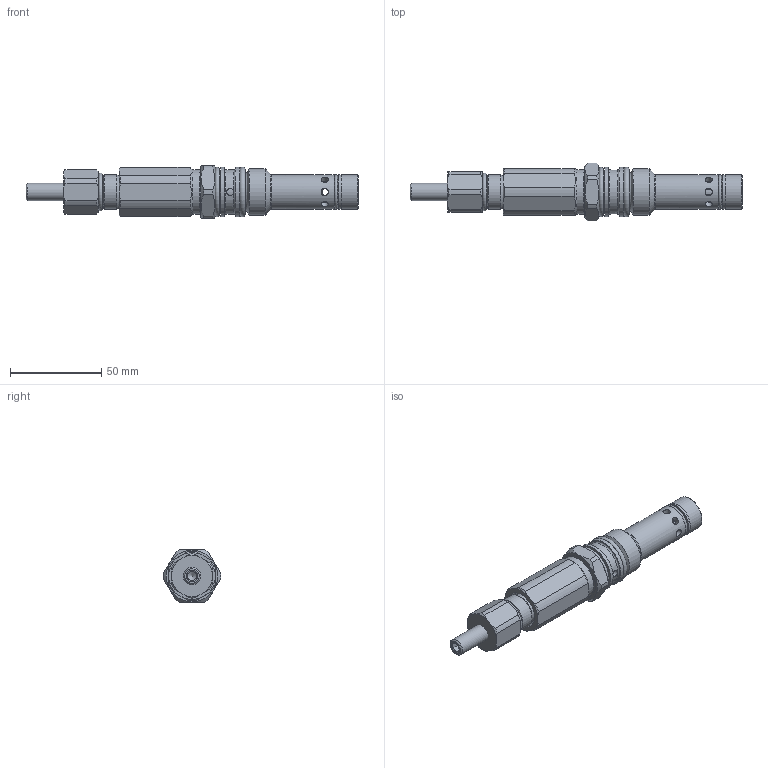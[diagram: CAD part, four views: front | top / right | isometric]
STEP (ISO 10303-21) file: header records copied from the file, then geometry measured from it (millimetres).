
FILE_DESCRIPTION((''),'2;1');
FILE_NAME('HSPR801.stp','2016-03-08T10:54:05',('JGroves'),(''),'Autodesk Inventor 2012','Autodesk Inventor 2012','');
FILE_SCHEMA(('AUTOMOTIVE_DESIGN { 1 0 10303 214 1 1 1 1 }'));
Length unit declared in the file: inch
Products named in the file (1): L400826HS08(HSPR801-P-50-EPR)
Bounding box: 181.86 x 31.75 x 28.57 mm (x, y, z)
Surface area: 36408.9 mm2 (no closed solid volume)
Topology: 0 solids, 20 shells, 387 faces, 886 edges, 560 vertices
Faces by surface type: cylinder 134, plane 118, cone 100, torus 34, sphere 1
Full cylindrical faces by diameter (mm): 0.813 x1, 1.575 x8, 3.175 x2, 3.962 x16, 4.591 x1, 4.775 x1, 6.401 x2, 6.782 x2, 7.112 x1, 7.874 x1, 7.925 x4, 8.992 x1, 9.525 x2, 9.906 x1, 9.931 x1, 11.176 x1, 11.506 x1, 11.582 x1, 11.681 x8, 11.938 x2, 12.446 x1, 12.573 x1, 12.649 x2, 12.697 x9, 12.7 x2, 12.708 x1, 13.106 x1, 13.843 x1, 14.173 x1, 14.224 x1
Entity records: 11704 total; most frequent: CARTESIAN_POINT 3471, DIRECTION 1634, ORIENTED_EDGE 1322, AXIS2_PLACEMENT_3D 753, EDGE_LOOP 675, EDGE_CURVE 661, VERTEX_POINT 518, FACE_OUTER_BOUND 387
